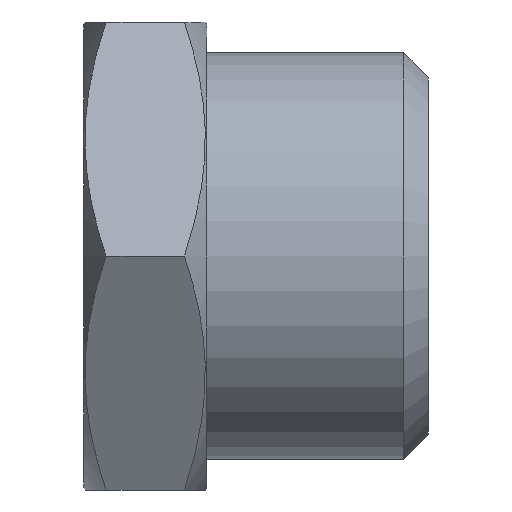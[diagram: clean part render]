
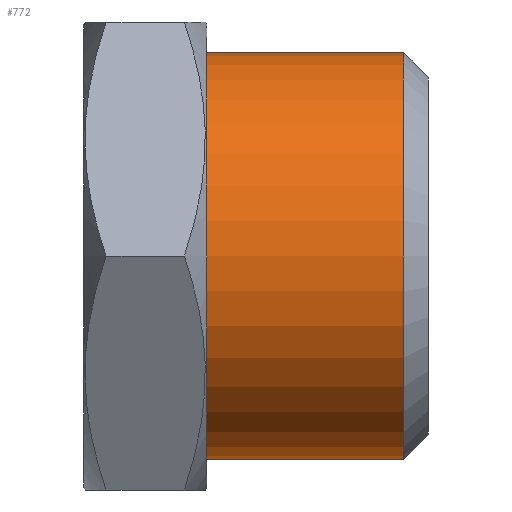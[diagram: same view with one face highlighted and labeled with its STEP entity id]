
A CAD part, left-side view. The second image highlights one B-rep face of the part: STEP entity #772.
In plain terms, the highlighted cylindrical face has radius 8.25 mm (diameter 16.5 mm), a partial arc.
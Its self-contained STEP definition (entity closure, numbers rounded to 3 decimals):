
#105 = DIRECTION ( 'NONE',  ( 0., 0., -1. ) ) ;
#184 = DIRECTION ( 'NONE',  ( 0., -1., 0. ) ) ;
#185 = AXIS2_PLACEMENT_3D ( 'NONE', #187, #184, #105 ) ;
#186 = CIRCLE ( 'NONE', #185, 8.25 ) ;
#187 = CARTESIAN_POINT ( 'NONE',  ( 0., 1., 0. ) ) ;
#194 = CARTESIAN_POINT ( 'NONE',  ( 0., 9., 8.25 ) ) ;
#231 = CARTESIAN_POINT ( 'NONE',  ( 0., 1., 8.25 ) ) ;
#232 = DIRECTION ( 'NONE',  ( 0., -1., 0. ) ) ;
#233 = VECTOR ( 'NONE', #232, 1000. ) ;
#234 = CARTESIAN_POINT ( 'NONE',  ( 0., -5.977, 8.25 ) ) ;
#235 = LINE ( 'NONE', #234, #233 ) ;
#236 = DIRECTION ( 'NONE',  ( 0., -1., 0. ) ) ;
#237 = VECTOR ( 'NONE', #236, 1000. ) ;
#238 = CARTESIAN_POINT ( 'NONE',  ( 0., -5.977, -8.25 ) ) ;
#239 = LINE ( 'NONE', #238, #237 ) ;
#291 = DIRECTION ( 'NONE',  ( 0., 0., -1. ) ) ;
#292 = DIRECTION ( 'NONE',  ( 0., 0., -1. ) ) ;
#307 = CARTESIAN_POINT ( 'NONE',  ( 0., 1., -8.25 ) ) ;
#332 = DIRECTION ( 'NONE',  ( 0., -1., 0. ) ) ;
#333 = CARTESIAN_POINT ( 'NONE',  ( 0., 9., 0. ) ) ;
#334 = AXIS2_PLACEMENT_3D ( 'NONE', #352, #351, #292 ) ;
#335 = AXIS2_PLACEMENT_3D ( 'NONE', #333, #332, #291 ) ;
#336 = CIRCLE ( 'NONE', #335, 8.25 ) ;
#350 = FACE_OUTER_BOUND ( 'NONE', #773, .T. ) ;
#351 = DIRECTION ( 'NONE',  ( 0., -1., 0. ) ) ;
#352 = CARTESIAN_POINT ( 'NONE',  ( 0., -5.977, 0. ) ) ;
#353 = CYLINDRICAL_SURFACE ( 'NONE', #334, 8.25 ) ;
#468 = CARTESIAN_POINT ( 'NONE',  ( 0., 9., -8.25 ) ) ;
#656 = VERTEX_POINT ( 'NONE', #468 ) ;
#734 = EDGE_CURVE ( 'NONE', #656, #795, #239, .T. ) ;
#736 = EDGE_CURVE ( 'NONE', #743, #740, #235, .T. ) ;
#740 = VERTEX_POINT ( 'NONE', #231 ) ;
#743 = VERTEX_POINT ( 'NONE', #194 ) ;
#760 = ORIENTED_EDGE ( 'NONE', *, *, #761, .F. ) ;
#761 = EDGE_CURVE ( 'NONE', #740, #795, #186, .T. ) ;
#762 = ORIENTED_EDGE ( 'NONE', *, *, #775, .T. ) ;
#770 = ORIENTED_EDGE ( 'NONE', *, *, #736, .F. ) ;
#771 = ORIENTED_EDGE ( 'NONE', *, *, #734, .T. ) ;
#772 = ADVANCED_FACE ( 'NONE', ( #350 ), #353, .T. ) ;
#773 = EDGE_LOOP ( 'NONE', ( #770, #762, #771, #760 ) ) ;
#775 = EDGE_CURVE ( 'NONE', #743, #656, #336, .T. ) ;
#795 = VERTEX_POINT ( 'NONE', #307 ) ;
